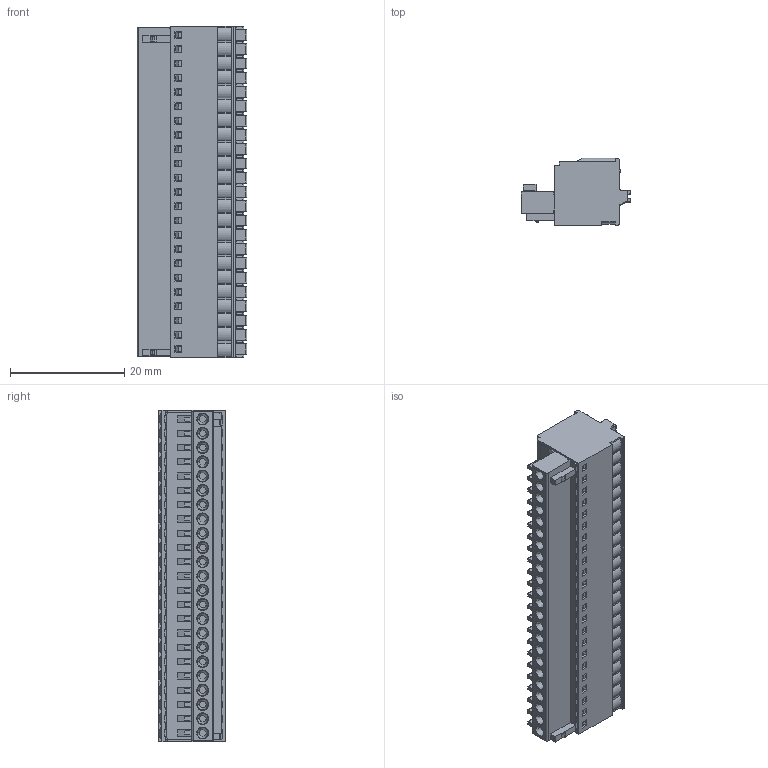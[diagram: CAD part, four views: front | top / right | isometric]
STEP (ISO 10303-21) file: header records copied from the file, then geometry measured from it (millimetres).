
FILE_DESCRIPTION((''),'2;1');
FILE_NAME('TLPS-006-03P','2024-09-14T',('sheji'),(''),'PRO/ENGINEER BY PARAMETRIC TECHNOLOGY CORPORATION, 2015240','PRO/ENGINEER BY PARAMETRIC TECHNOLOGY CORPORATION, 2015240','');
FILE_SCHEMA(('CONFIG_CONTROL_DESIGN'));
Products named in the file (1): TLPS-006-03P
Bounding box: 19.2 x 11.75 x 58.1 mm (x, y, z)
Volume: 8142.3 mm3; surface area: 6350.5 mm2
Topology: 1 solids, 23 shells, 2499 faces, 6736 edges, 4444 vertices
Faces by surface type: plane 1770, cylinder 545, cone 115, torus 46, sphere 23
Entity records: 79129 total; most frequent: CARTESIAN_POINT 15243, ORIENTED_EDGE 13472, DIRECTION 12989, EDGE_CURVE 6736, VECTOR 5205, LINE 5205, VERTEX_POINT 4444, AXIS2_PLACEMENT_3D 3892
